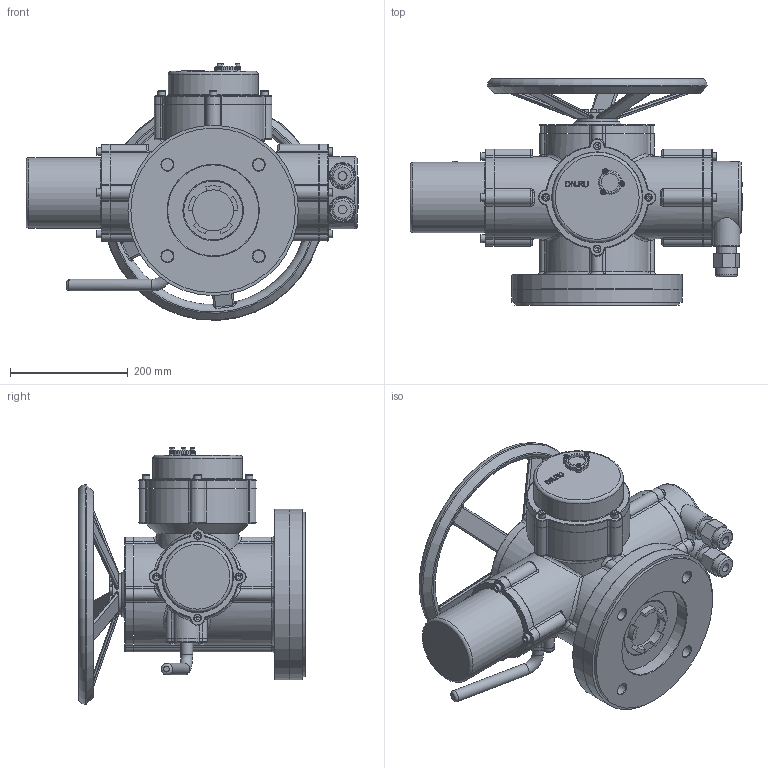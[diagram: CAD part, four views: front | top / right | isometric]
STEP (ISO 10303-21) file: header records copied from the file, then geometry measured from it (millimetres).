
FILE_DESCRIPTION(/* description */ (''),/* implementation_level */ '2;1');
FILE_NAME(/* name */ 'MTN-060_3D_STEP.stp',/* time_stamp */ '2025-12-13T14:04:06+03:00',/* author */ ('igorr'),/* organization */ (''),/* preprocessor_version */ 'ST-DEVELOPER v20',/* originating_system */ 'Autodesk Inventor 2025',/* authorisation */ '');
FILE_SCHEMA (('AUTOMOTIVE_DESIGN { 1 0 10303 214 3 1 1 }'));
Length unit declared in the file: millimetre
Products named in the file (9): Сборка; Деталь1; Деталь2; Деталь3; AS 1420 - 1973 - M4 x 14; AS 1420 - 1973 - M8 x 45; AS 1420 - 1973 - M6 x 20; AS 1420 - 1973 - M8 x 40; AS 1420 - 1973 - M5 x 16
Assembly tree (26 placements, depth 2):
  Сборка
    Деталь1
    Деталь2
    Деталь3
    AS 1420 - 1973 - M4 x 14  x3
    AS 1420 - 1973 - M8 x 45  x4
    AS 1420 - 1973 - M6 x 20  x6
    AS 1420 - 1973 - M8 x 40  x8
    AS 1420 - 1973 - M5 x 16  x2
Bounding box: 565 x 385.46 x 436.81 mm (x, y, z)
Volume: 19437453.8 mm3; surface area: 1038128.9 mm2
Topology: 27 solids, 27 shells, 1084 faces, 2609 edges, 1652 vertices
Faces by surface type: plane 375, cylinder 316, torus 185, bspline 129, cone 63, sphere 16
Full cylindrical faces by diameter (mm): 1.253 x1, 4 x3, 5 x2, 6 x12, 6.943 x1, 7 x3, 8 x12, 8.5 x2, 10 x6, 13 x12, 15.156 x2, 20 x6, 21 x1, 29.514 x1, 30 x2, 32.793 x2, 34.732 x1, 35 x1, 36.509 x2, 39.848 x2, 40 x2, 45 x2, 70 x2, 86.846 x1, 90 x2, 100 x1, 101 x1, 120 x1, 123.227 x1, 126.439 x1
Entity records: 31308 total; most frequent: CARTESIAN_POINT 11296, DIRECTION 4067, ORIENTED_EDGE 3912, EDGE_CURVE 1956, AXIS2_PLACEMENT_3D 1717, VERTEX_POINT 1220, CIRCLE 962, EDGE_LOOP 908
